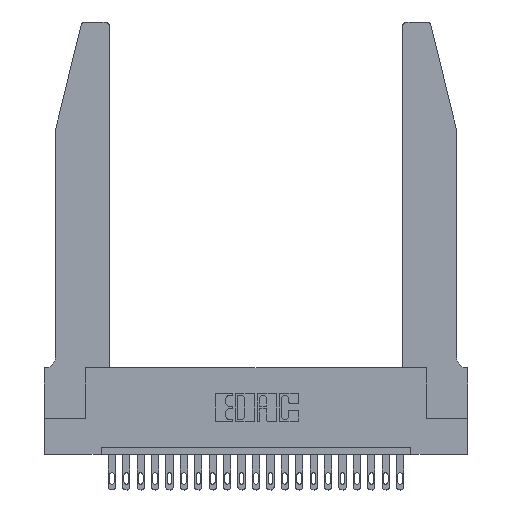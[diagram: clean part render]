
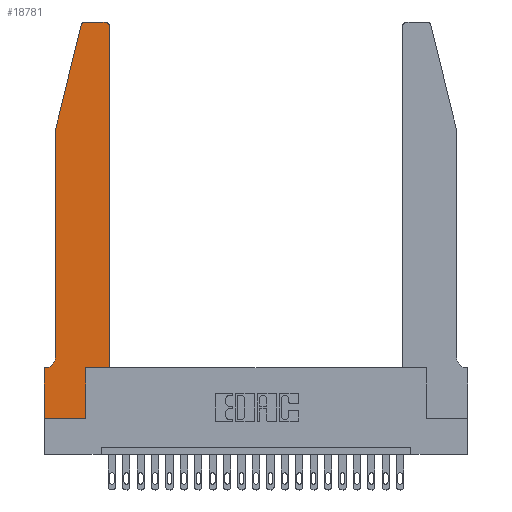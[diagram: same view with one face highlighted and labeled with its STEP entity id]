
A CAD part, top view. The second image highlights one B-rep face of the part: STEP entity #18781.
In plain terms, the highlighted planar face has unit normal (0, 0, 1).
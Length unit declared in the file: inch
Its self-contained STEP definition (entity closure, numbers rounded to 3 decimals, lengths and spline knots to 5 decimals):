
#68 = CARTESIAN_POINT ( 'NONE',  ( 0.4205, 2.75, 0.37 ) ) ;
#235 = CARTESIAN_POINT ( 'NONE',  ( 0.25487, 2.72718, 0.37 ) ) ;
#274 = ORIENTED_EDGE ( 'NONE', *, *, #21575, .T. ) ;
#548 = CARTESIAN_POINT ( 'NONE',  ( 0.0755, 2., 0.37 ) ) ;
#561 = CIRCLE ( 'NONE', #6352, 0.03 ) ;
#803 = CARTESIAN_POINT ( 'NONE',  ( 0.2865, 0.35, 0.37 ) ) ;
#920 = AXIS2_PLACEMENT_3D ( 'NONE', #5626, #3774, #10824 ) ;
#1047 = ORIENTED_EDGE ( 'NONE', *, *, #13515, .T. ) ;
#1130 = CARTESIAN_POINT ( 'NONE',  ( 0., 0.35, 0.37 ) ) ;
#1551 = EDGE_CURVE ( 'NONE', #11429, #6811, #13937, .T. ) ;
#2936 = CIRCLE ( 'NONE', #920, 0.03 ) ;
#2953 = CARTESIAN_POINT ( 'NONE',  ( 0.0055, 0.35, 0.37 ) ) ;
#2964 = CARTESIAN_POINT ( 'NONE',  ( 0., 0., 0.37 ) ) ;
#3390 = ORIENTED_EDGE ( 'NONE', *, *, #21330, .T. ) ;
#3498 = ORIENTED_EDGE ( 'NONE', *, *, #5704, .T. ) ;
#3705 = ORIENTED_EDGE ( 'NONE', *, *, #16914, .T. ) ;
#3774 = DIRECTION ( 'NONE',  ( 0., 0., 1. ) ) ;
#4145 = DIRECTION ( 'NONE',  ( -1., 0., 0. ) ) ;
#4341 = AXIS2_PLACEMENT_3D ( 'NONE', #11179, #8050, #6945 ) ;
#4387 = VECTOR ( 'NONE', #4145, 39.37008 ) ;
#4442 = ORIENTED_EDGE ( 'NONE', *, *, #20184, .T. ) ;
#4470 = CARTESIAN_POINT ( 'NONE',  ( 0.0755, 0.42, 0.37 ) ) ;
#4581 = CARTESIAN_POINT ( 'NONE',  ( 0.4505, 0.35, 0.37 ) ) ;
#5128 = VERTEX_POINT ( 'NONE', #19487 ) ;
#5626 = CARTESIAN_POINT ( 'NONE',  ( 0.4205, 2.72, 0.37 ) ) ;
#5634 = DIRECTION ( 'NONE',  ( -1., 0., 0. ) ) ;
#5673 = PLANE ( 'NONE',  #4341 ) ;
#5704 = EDGE_CURVE ( 'NONE', #15412, #7076, #14165, .T. ) ;
#5721 = CARTESIAN_POINT ( 'NONE',  ( 0.2865, 0., 0.37 ) ) ;
#5815 = DIRECTION ( 'NONE',  ( -0.239, -0.971, 0. ) ) ;
#5994 = ORIENTED_EDGE ( 'NONE', *, *, #18671, .T. ) ;
#6234 = CARTESIAN_POINT ( 'NONE',  ( 0.2605, 2.75, 0.37 ) ) ;
#6352 = AXIS2_PLACEMENT_3D ( 'NONE', #19039, #15495, #8327 ) ;
#6401 = CARTESIAN_POINT ( 'NONE',  ( 0.2865, 0.35, 0.37 ) ) ;
#6811 = VERTEX_POINT ( 'NONE', #2953 ) ;
#6945 = DIRECTION ( 'NONE',  ( 1., 0., 0. ) ) ;
#7076 = VERTEX_POINT ( 'NONE', #7302 ) ;
#7109 = VERTEX_POINT ( 'NONE', #68 ) ;
#7302 = CARTESIAN_POINT ( 'NONE',  ( 0.4505, 2.72, 0.37 ) ) ;
#7424 = EDGE_CURVE ( 'NONE', #6811, #16460, #15713, .T. ) ;
#7713 = VECTOR ( 'NONE', #15765, 39.37008 ) ;
#8006 = DIRECTION ( 'NONE',  ( 1., 0., 0. ) ) ;
#8050 = DIRECTION ( 'NONE',  ( 0., 0., 1. ) ) ;
#8163 = DIRECTION ( 'NONE',  ( 1., 0., 0. ) ) ;
#8327 = DIRECTION ( 'NONE',  ( 1., 0., 0. ) ) ;
#8358 = DIRECTION ( 'NONE',  ( 0., -1., 0. ) ) ;
#8532 = VERTEX_POINT ( 'NONE', #14891 ) ;
#8741 = EDGE_CURVE ( 'NONE', #10455, #10576, #561, .T. ) ;
#9104 = ORIENTED_EDGE ( 'NONE', *, *, #7424, .T. ) ;
#9683 = LINE ( 'NONE', #548, #13042 ) ;
#9691 = EDGE_LOOP ( 'NONE', ( #4442, #16167, #3705, #1047, #10031, #9104, #16138, #3390, #5994, #13817, #3498, #274 ) ) ;
#10031 = ORIENTED_EDGE ( 'NONE', *, *, #1551, .T. ) ;
#10455 = VERTEX_POINT ( 'NONE', #23025 ) ;
#10576 = VERTEX_POINT ( 'NONE', #235 ) ;
#10709 = VECTOR ( 'NONE', #11745, 39.37008 ) ;
#10824 = DIRECTION ( 'NONE',  ( 1., 0., 0. ) ) ;
#11164 = EDGE_CURVE ( 'NONE', #22748, #15412, #22941, .T. ) ;
#11171 = VECTOR ( 'NONE', #8006, 39.37008 ) ;
#11173 = CARTESIAN_POINT ( 'NONE',  ( 0.4505, 0.35, 0.37 ) ) ;
#11179 = CARTESIAN_POINT ( 'NONE',  ( 0., 0.35, 0.37 ) ) ;
#11429 = VERTEX_POINT ( 'NONE', #4470 ) ;
#11745 = DIRECTION ( 'NONE',  ( 0., 1., 0. ) ) ;
#12276 = CARTESIAN_POINT ( 'NONE',  ( 0., 0., 0.37 ) ) ;
#12411 = CARTESIAN_POINT ( 'NONE',  ( 0.0055, 0.42, 0.37 ) ) ;
#13042 = VECTOR ( 'NONE', #5815, 39.37008 ) ;
#13515 = EDGE_CURVE ( 'NONE', #8532, #11429, #16360, .T. ) ;
#13817 = ORIENTED_EDGE ( 'NONE', *, *, #11164, .T. ) ;
#13937 = CIRCLE ( 'NONE', #18346, 0.07 ) ;
#13953 = CARTESIAN_POINT ( 'NONE',  ( 0.0755, 2., 0.37 ) ) ;
#14058 = LINE ( 'NONE', #6401, #10709 ) ;
#14165 = LINE ( 'NONE', #19543, #7713 ) ;
#14198 = DIRECTION ( 'NONE',  ( 0., 0., -1. ) ) ;
#14891 = CARTESIAN_POINT ( 'NONE',  ( 0.0755, 2., 0.37 ) ) ;
#15412 = VERTEX_POINT ( 'NONE', #11173 ) ;
#15495 = DIRECTION ( 'NONE',  ( 0., 0., 1. ) ) ;
#15641 = DIRECTION ( 'NONE',  ( 0., -1., 0. ) ) ;
#15713 = LINE ( 'NONE', #23179, #19960 ) ;
#15765 = DIRECTION ( 'NONE',  ( 0., 1., 0. ) ) ;
#16138 = ORIENTED_EDGE ( 'NONE', *, *, #21933, .T. ) ;
#16167 = ORIENTED_EDGE ( 'NONE', *, *, #8741, .T. ) ;
#16360 = LINE ( 'NONE', #13953, #19773 ) ;
#16460 = VERTEX_POINT ( 'NONE', #1130 ) ;
#16914 = EDGE_CURVE ( 'NONE', #10576, #8532, #9683, .T. ) ;
#17352 = FACE_OUTER_BOUND ( 'NONE', #9691, .T. ) ;
#17779 = DIRECTION ( 'NONE',  ( -1., 0., 0. ) ) ;
#17840 = VECTOR ( 'NONE', #8358, 39.37008 ) ;
#18346 = AXIS2_PLACEMENT_3D ( 'NONE', #12411, #14198, #17779 ) ;
#18423 = LINE ( 'NONE', #12276, #17840 ) ;
#18671 = EDGE_CURVE ( 'NONE', #21041, #22748, #14058, .T. ) ;
#18781 = ADVANCED_FACE ( 'NONE', ( #17352 ), #5673, .T. ) ;
#19039 = CARTESIAN_POINT ( 'NONE',  ( 0.284, 2.72, 0.37 ) ) ;
#19487 = CARTESIAN_POINT ( 'NONE',  ( 0., 0., 0.37 ) ) ;
#19543 = CARTESIAN_POINT ( 'NONE',  ( 0.4505, 0.35, 0.37 ) ) ;
#19773 = VECTOR ( 'NONE', #15641, 39.37008 ) ;
#19960 = VECTOR ( 'NONE', #5634, 39.37008 ) ;
#20184 = EDGE_CURVE ( 'NONE', #7109, #10455, #21783, .T. ) ;
#20692 = LINE ( 'NONE', #2964, #11171 ) ;
#21041 = VERTEX_POINT ( 'NONE', #5721 ) ;
#21330 = EDGE_CURVE ( 'NONE', #5128, #21041, #20692, .T. ) ;
#21575 = EDGE_CURVE ( 'NONE', #7076, #7109, #2936, .T. ) ;
#21783 = LINE ( 'NONE', #6234, #4387 ) ;
#21933 = EDGE_CURVE ( 'NONE', #16460, #5128, #18423, .T. ) ;
#22670 = VECTOR ( 'NONE', #8163, 39.37008 ) ;
#22748 = VERTEX_POINT ( 'NONE', #803 ) ;
#22941 = LINE ( 'NONE', #4581, #22670 ) ;
#23025 = CARTESIAN_POINT ( 'NONE',  ( 0.284, 2.75, 0.37 ) ) ;
#23179 = CARTESIAN_POINT ( 'NONE',  ( 0.0755, 0.35, 0.37 ) ) ;
